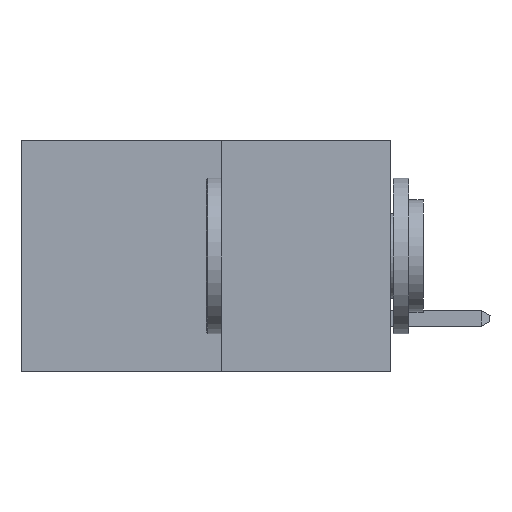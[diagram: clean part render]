
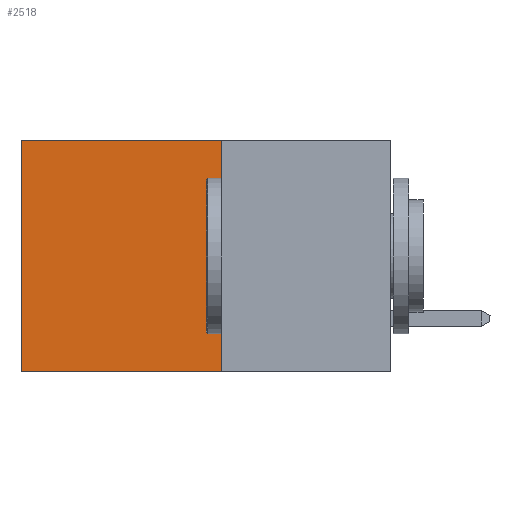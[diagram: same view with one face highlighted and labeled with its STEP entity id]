
A CAD part, left-side view. The second image highlights one B-rep face of the part: STEP entity #2518.
In plain terms, the highlighted planar face has unit normal (-1, 0, 0).
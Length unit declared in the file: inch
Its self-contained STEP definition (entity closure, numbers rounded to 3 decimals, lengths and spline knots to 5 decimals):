
#423 = CARTESIAN_POINT ( 'NONE',  ( 0.277, 0.59, -0.37 ) ) ;
#891 = EDGE_CURVE ( 'NONE', #7158, #6969, #4725, .T. ) ;
#1209 = DIRECTION ( 'NONE',  ( 0., 1., 0. ) ) ;
#1270 = CARTESIAN_POINT ( 'NONE',  ( 0.277, 0.27, -0.37 ) ) ;
#1570 = DIRECTION ( 'NONE',  ( 0., 0., -1. ) ) ;
#1640 = VERTEX_POINT ( 'NONE', #10346 ) ;
#1884 = CARTESIAN_POINT ( 'NONE',  ( 0.277, 0.27, 0. ) ) ;
#2428 = LINE ( 'NONE', #1884, #10984 ) ;
#2518 = ADVANCED_FACE ( 'NONE', ( #3260 ), #7159, .F. ) ;
#2585 = AXIS2_PLACEMENT_3D ( 'NONE', #7661, #7185, #6984 ) ;
#3260 = FACE_OUTER_BOUND ( 'NONE', #3770, .T. ) ;
#3332 = LINE ( 'NONE', #9314, #5574 ) ;
#3445 = EDGE_CURVE ( 'NONE', #1640, #6767, #3332, .T. ) ;
#3717 = ORIENTED_EDGE ( 'NONE', *, *, #3445, .F. ) ;
#3770 = EDGE_LOOP ( 'NONE', ( #7987, #6926, #3717, #9628 ) ) ;
#3990 = CARTESIAN_POINT ( 'NONE',  ( 0.277, 0.27, -0.37 ) ) ;
#4537 = DIRECTION ( 'NONE',  ( 0., 1., 0. ) ) ;
#4540 = EDGE_CURVE ( 'NONE', #6767, #6969, #9879, .T. ) ;
#4725 = LINE ( 'NONE', #11137, #10997 ) ;
#5158 = VECTOR ( 'NONE', #1209, 39.37008 ) ;
#5300 = CARTESIAN_POINT ( 'NONE',  ( 0.277, 0.59, 0. ) ) ;
#5574 = VECTOR ( 'NONE', #9271, 39.37008 ) ;
#6767 = VERTEX_POINT ( 'NONE', #3990 ) ;
#6926 = ORIENTED_EDGE ( 'NONE', *, *, #4540, .F. ) ;
#6969 = VERTEX_POINT ( 'NONE', #423 ) ;
#6984 = DIRECTION ( 'NONE',  ( 0., 0., -1. ) ) ;
#7158 = VERTEX_POINT ( 'NONE', #5300 ) ;
#7159 = PLANE ( 'NONE',  #2585 ) ;
#7185 = DIRECTION ( 'NONE',  ( 1., 0., 0. ) ) ;
#7661 = CARTESIAN_POINT ( 'NONE',  ( 0.277, 0.27, -0.37 ) ) ;
#7987 = ORIENTED_EDGE ( 'NONE', *, *, #891, .T. ) ;
#9271 = DIRECTION ( 'NONE',  ( 0., 0., -1. ) ) ;
#9314 = CARTESIAN_POINT ( 'NONE',  ( 0.277, 0.27, -0.37 ) ) ;
#9628 = ORIENTED_EDGE ( 'NONE', *, *, #9857, .T. ) ;
#9857 = EDGE_CURVE ( 'NONE', #1640, #7158, #2428, .T. ) ;
#9879 = LINE ( 'NONE', #1270, #5158 ) ;
#10346 = CARTESIAN_POINT ( 'NONE',  ( 0.277, 0.27, 0. ) ) ;
#10984 = VECTOR ( 'NONE', #4537, 39.37008 ) ;
#10997 = VECTOR ( 'NONE', #1570, 39.37008 ) ;
#11137 = CARTESIAN_POINT ( 'NONE',  ( 0.277, 0.59, -0.37 ) ) ;
